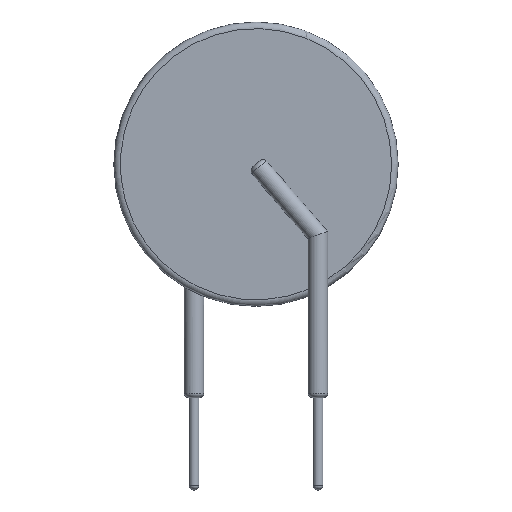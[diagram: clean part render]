
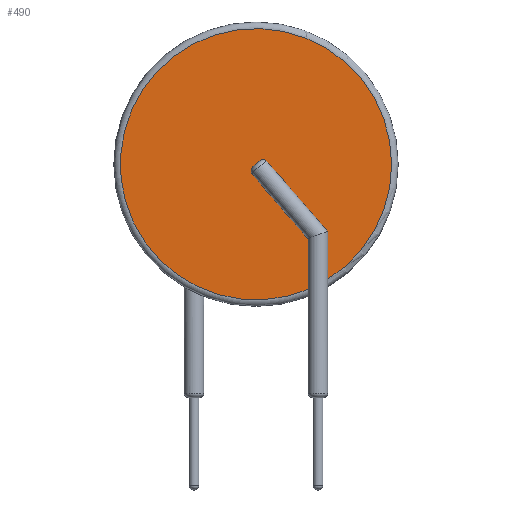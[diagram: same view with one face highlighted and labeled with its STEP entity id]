
A CAD part, front view. The second image highlights one B-rep face of the part: STEP entity #490.
In plain terms, the highlighted planar face has unit normal (0, -1, 0).
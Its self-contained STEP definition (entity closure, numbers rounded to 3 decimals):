
#188 = VERTEX_POINT('',#189);
#189 = CARTESIAN_POINT('',(16.257,-1.52,19.2));
#196 = EDGE_CURVE('',#197,#188,#199,.T.);
#197 = VERTEX_POINT('',#198);
#198 = CARTESIAN_POINT('',(10.915,-1.52,9.678));
#199 = CIRCLE('',#200,11.157);
#200 = AXIS2_PLACEMENT_3D('',#201,#202,#203);
#201 = CARTESIAN_POINT('',(5.1,-1.52,19.2));
#202 = DIRECTION('',(0.,-1.,0.));
#203 = DIRECTION('',(1.,0.,0.));
#206 = VERTEX_POINT('',#207);
#207 = CARTESIAN_POINT('',(9.485,-1.52,8.941));
#317 = EDGE_CURVE('',#188,#206,#318,.T.);
#318 = CIRCLE('',#319,11.157);
#319 = AXIS2_PLACEMENT_3D('',#320,#321,#322);
#320 = CARTESIAN_POINT('',(5.1,-1.52,19.2));
#321 = DIRECTION('',(0.,-1.,0.));
#322 = DIRECTION('',(1.,0.,0.));
#490 = ADVANCED_FACE('',(#491),#586,.T.);
#491 = FACE_BOUND('',#492,.T.);
#492 = EDGE_LOOP('',(#493,#494,#495,#503,#512,#521,#542,#550,#571,#580)
);
#493 = ORIENTED_EDGE('',*,*,#196,.T.);
#494 = ORIENTED_EDGE('',*,*,#317,.T.);
#495 = ORIENTED_EDGE('',*,*,#496,.F.);
#496 = EDGE_CURVE('',#497,#206,#499,.T.);
#497 = VERTEX_POINT('',#498);
#498 = CARTESIAN_POINT('',(9.485,-1.52,13.067));
#499 = LINE('',#500,#501);
#500 = CARTESIAN_POINT('',(9.485,-1.52,0.));
#501 = VECTOR('',#502,1.);
#502 = DIRECTION('',(0.,0.,-1.));
#503 = ORIENTED_EDGE('',*,*,#504,.F.);
#504 = EDGE_CURVE('',#505,#497,#507,.T.);
#505 = VERTEX_POINT('',#506);
#506 = CARTESIAN_POINT('',(7.105,-1.52,15.694));
#507 = ELLIPSE('',#508,10.114,0.81);
#508 = AXIS2_PLACEMENT_3D('',#509,#510,#511);
#509 = CARTESIAN_POINT('',(7.105,-1.52,16.927));
#510 = DIRECTION('',(0.,-1.,0.));
#511 = DIRECTION('',(0.654,0.,-0.756));
#512 = ORIENTED_EDGE('',*,*,#513,.F.);
#513 = EDGE_CURVE('',#514,#505,#516,.T.);
#514 = VERTEX_POINT('',#515);
#515 = CARTESIAN_POINT('',(4.776,-1.52,18.424));
#516 = ELLIPSE('',#517,10.114,0.81);
#517 = AXIS2_PLACEMENT_3D('',#518,#519,#520);
#518 = CARTESIAN_POINT('',(7.105,-1.52,16.927));
#519 = DIRECTION('',(0.,-1.,0.));
#520 = DIRECTION('',(0.654,0.,-0.756));
#521 = ORIENTED_EDGE('',*,*,#522,.T.);
#522 = EDGE_CURVE('',#514,#523,#525,.T.);
#523 = VERTEX_POINT('',#524);
#524 = CARTESIAN_POINT('',(4.846,-1.52,18.973));
#525 = B_SPLINE_CURVE_WITH_KNOTS('',8,(#526,#527,#528,#529,#530,#531,
#532,#533,#534,#535,#536,#537,#538,#539,#540,#541),.UNSPECIFIED.,.F.
,.F.,(9,7,9),(0.,0.822,1.),.UNSPECIFIED.);
#526 = CARTESIAN_POINT('',(4.776,-1.52,18.424));
#527 = CARTESIAN_POINT('',(4.737,-1.52,18.472));
#528 = CARTESIAN_POINT('',(4.707,-1.52,18.527));
#529 = CARTESIAN_POINT('',(4.688,-1.52,18.588));
#530 = CARTESIAN_POINT('',(4.681,-1.52,18.653));
#531 = CARTESIAN_POINT('',(4.686,-1.52,18.718));
#532 = CARTESIAN_POINT('',(4.704,-1.52,18.781));
#533 = CARTESIAN_POINT('',(4.733,-1.52,18.839));
#534 = CARTESIAN_POINT('',(4.779,-1.52,18.903));
#535 = CARTESIAN_POINT('',(4.788,-1.52,18.914));
#536 = CARTESIAN_POINT('',(4.797,-1.52,18.924));
#537 = CARTESIAN_POINT('',(4.806,-1.52,18.935));
#538 = CARTESIAN_POINT('',(4.815,-1.52,18.945));
#539 = CARTESIAN_POINT('',(4.825,-1.52,18.955));
#540 = CARTESIAN_POINT('',(4.836,-1.52,18.964));
#541 = CARTESIAN_POINT('',(4.846,-1.52,18.973));
#542 = ORIENTED_EDGE('',*,*,#543,.F.);
#543 = EDGE_CURVE('',#544,#523,#546,.T.);
#544 = VERTEX_POINT('',#545);
#545 = CARTESIAN_POINT('',(5.405,-1.52,19.456));
#546 = LINE('',#547,#548);
#547 = CARTESIAN_POINT('',(5.114,-1.52,19.205));
#548 = VECTOR('',#549,1.);
#549 = DIRECTION('',(-0.756,0.,-0.654));
#550 = ORIENTED_EDGE('',*,*,#551,.F.);
#551 = EDGE_CURVE('',#552,#544,#554,.T.);
#552 = VERTEX_POINT('',#553);
#553 = CARTESIAN_POINT('',(5.958,-1.52,19.447));
#554 = B_SPLINE_CURVE_WITH_KNOTS('',8,(#555,#556,#557,#558,#559,#560,
#561,#562,#563,#564,#565,#566,#567,#568,#569,#570),.UNSPECIFIED.,.F.
,.F.,(9,7,9),(0.,0.822,1.),.UNSPECIFIED.);
#555 = CARTESIAN_POINT('',(5.958,-1.52,19.447));
#556 = CARTESIAN_POINT('',(5.917,-1.52,19.493));
#557 = CARTESIAN_POINT('',(5.866,-1.52,19.53));
#558 = CARTESIAN_POINT('',(5.808,-1.52,19.558));
#559 = CARTESIAN_POINT('',(5.745,-1.52,19.574));
#560 = CARTESIAN_POINT('',(5.68,-1.52,19.578));
#561 = CARTESIAN_POINT('',(5.615,-1.52,19.569));
#562 = CARTESIAN_POINT('',(5.553,-1.52,19.549));
#563 = CARTESIAN_POINT('',(5.484,-1.52,19.513));
#564 = CARTESIAN_POINT('',(5.472,-1.52,19.506));
#565 = CARTESIAN_POINT('',(5.46,-1.52,19.498));
#566 = CARTESIAN_POINT('',(5.448,-1.52,19.491));
#567 = CARTESIAN_POINT('',(5.437,-1.52,19.483));
#568 = CARTESIAN_POINT('',(5.426,-1.52,19.474));
#569 = CARTESIAN_POINT('',(5.415,-1.52,19.465));
#570 = CARTESIAN_POINT('',(5.405,-1.52,19.456));
#571 = ORIENTED_EDGE('',*,*,#572,.F.);
#572 = EDGE_CURVE('',#573,#552,#575,.T.);
#573 = VERTEX_POINT('',#574);
#574 = CARTESIAN_POINT('',(10.915,-1.52,13.599));
#575 = ELLIPSE('',#576,10.114,0.81);
#576 = AXIS2_PLACEMENT_3D('',#577,#578,#579);
#577 = CARTESIAN_POINT('',(7.105,-1.52,16.927));
#578 = DIRECTION('',(0.,-1.,0.));
#579 = DIRECTION('',(0.654,0.,-0.756));
#580 = ORIENTED_EDGE('',*,*,#581,.T.);
#581 = EDGE_CURVE('',#573,#197,#582,.T.);
#582 = LINE('',#583,#584);
#583 = CARTESIAN_POINT('',(10.915,-1.52,0.));
#584 = VECTOR('',#585,1.);
#585 = DIRECTION('',(0.,0.,-1.));
#586 = PLANE('',#587);
#587 = AXIS2_PLACEMENT_3D('',#588,#589,#590);
#588 = CARTESIAN_POINT('',(5.1,-1.52,19.2));
#589 = DIRECTION('',(0.,-1.,0.));
#590 = DIRECTION('',(0.,0.,-1.));
